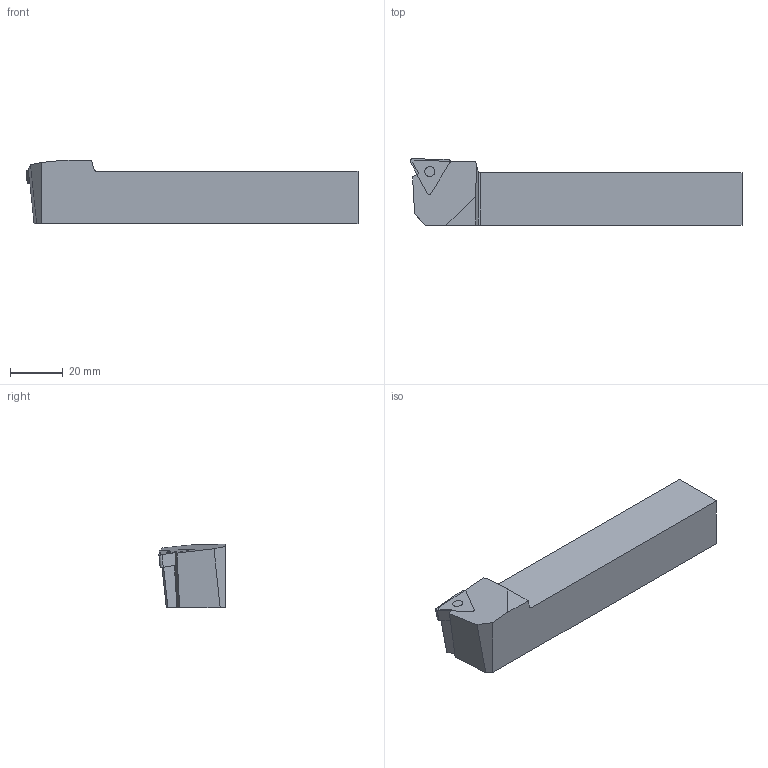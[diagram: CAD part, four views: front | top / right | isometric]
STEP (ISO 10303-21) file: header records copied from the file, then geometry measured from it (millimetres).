
FILE_DESCRIPTION(/* description */ (''),/* implementation_level */ '2;1');
FILE_NAME(/* name */ 'DTGNL2020K16_SIM.stp',/* time_stamp */ '2021-11-04T13:48:59+01:00',/* author */ (''),/* organization */ (''),/* preprocessor_version */ 'ST-DEVELOPER v16.7',/* originating_system */ 'SIEMENS PLM Software NX 12.0',/* authorisation */ '');
FILE_SCHEMA (('AUTOMOTIVE_DESIGN { 1 0 10303 214 3 1 1 1 }'));
Length unit declared in the file: millimetre
Products named in the file (1): model1
Bounding box: 126 x 25.18 x 24 mm (x, y, z)
Volume: 52237.4 mm3; surface area: 11581.1 mm2
Topology: 2 solids, 2 shells, 27 faces, 67 edges, 44 vertices
Faces by surface type: plane 21, cylinder 6
Full cylindrical faces by diameter (mm): 3.81 x1
Entity records: 825 total; most frequent: CARTESIAN_POINT 138, DIRECTION 133, ORIENTED_EDGE 132, EDGE_CURVE 66, LINE 55, VECTOR 55, VERTEX_POINT 44, AXIS2_PLACEMENT_3D 39
